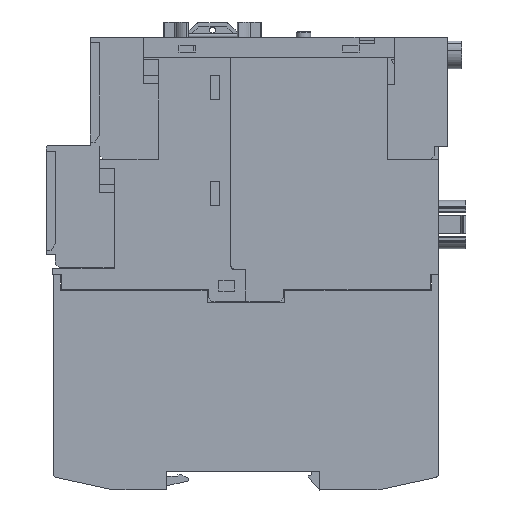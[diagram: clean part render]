
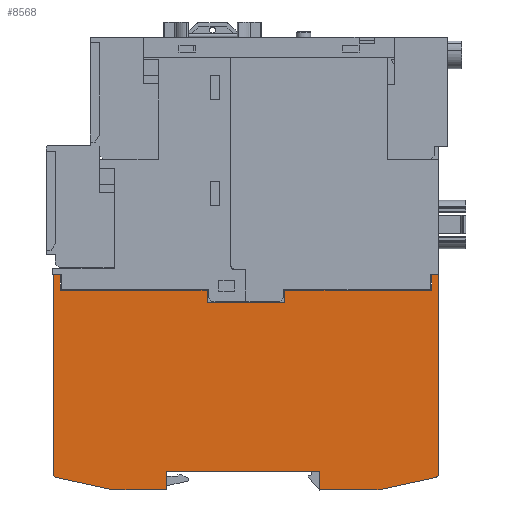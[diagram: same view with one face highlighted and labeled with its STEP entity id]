
A CAD part, left-side view. The second image highlights one B-rep face of the part: STEP entity #8568.
In plain terms, the highlighted planar face has unit normal (-1, 0, 0).
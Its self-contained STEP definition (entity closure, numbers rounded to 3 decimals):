
#8568=ADVANCED_FACE('',(#17836),#17837,.F.);
#17836=FACE_OUTER_BOUND('',#27706,.T.);
#17837=PLANE('',#27707);
#27706=EDGE_LOOP('',(#55283,#55284,#55285,#55286,#55287,#55288,#55289,#55290,#55291,#55292,#55293,#55294,#55295,#55296,#55297,#55298,#55299,#55300,#55301,#55302,#55303,#55304,#55305,#55306));
#27707=AXIS2_PLACEMENT_3D('',#55307,#55308,#55309);
#55283=ORIENTED_EDGE('',*,*,#69069,.T.);
#55284=ORIENTED_EDGE('',*,*,#69011,.T.);
#55285=ORIENTED_EDGE('',*,*,#70442,.T.);
#55286=ORIENTED_EDGE('',*,*,#70443,.T.);
#55287=ORIENTED_EDGE('',*,*,#70444,.T.);
#55288=ORIENTED_EDGE('',*,*,#70445,.T.);
#55289=ORIENTED_EDGE('',*,*,#70446,.T.);
#55290=ORIENTED_EDGE('',*,*,#70447,.T.);
#55291=ORIENTED_EDGE('',*,*,#70448,.T.);
#55292=ORIENTED_EDGE('',*,*,#70449,.T.);
#55293=ORIENTED_EDGE('',*,*,#70450,.T.);
#55294=ORIENTED_EDGE('',*,*,#70451,.T.);
#55295=ORIENTED_EDGE('',*,*,#70452,.T.);
#55296=ORIENTED_EDGE('',*,*,#70453,.F.);
#55297=ORIENTED_EDGE('',*,*,#70454,.T.);
#55298=ORIENTED_EDGE('',*,*,#70455,.T.);
#55299=ORIENTED_EDGE('',*,*,#70456,.T.);
#55300=ORIENTED_EDGE('',*,*,#70457,.T.);
#55301=ORIENTED_EDGE('',*,*,#70458,.T.);
#55302=ORIENTED_EDGE('',*,*,#70459,.T.);
#55303=ORIENTED_EDGE('',*,*,#70460,.T.);
#55304=ORIENTED_EDGE('',*,*,#70461,.F.);
#55305=ORIENTED_EDGE('',*,*,#70462,.T.);
#55306=ORIENTED_EDGE('',*,*,#70438,.T.);
#55307=CARTESIAN_POINT('',(0.1,58.272,28.736));
#55308=DIRECTION('',(1.0,0.0,0.0));
#55309=DIRECTION('',(0.0,0.0,-1.0));
#69011=EDGE_CURVE('',#85588,#85586,#85589,.T.);
#69069=EDGE_CURVE('',#85684,#85588,#85685,.T.);
#70438=EDGE_CURVE('',#87698,#85684,#87699,.T.);
#70442=EDGE_CURVE('',#85586,#87704,#87705,.T.);
#70443=EDGE_CURVE('',#87704,#87706,#87707,.T.);
#70444=EDGE_CURVE('',#87706,#87708,#87709,.T.);
#70445=EDGE_CURVE('',#87708,#87710,#87711,.T.);
#70446=EDGE_CURVE('',#87710,#87712,#87713,.T.);
#70447=EDGE_CURVE('',#87712,#87714,#87715,.T.);
#70448=EDGE_CURVE('',#87714,#87716,#87717,.T.);
#70449=EDGE_CURVE('',#87716,#87718,#87719,.T.);
#70450=EDGE_CURVE('',#87718,#87720,#87721,.T.);
#70451=EDGE_CURVE('',#87720,#87722,#87723,.T.);
#70452=EDGE_CURVE('',#87722,#87724,#87725,.T.);
#70453=EDGE_CURVE('',#87726,#87724,#87727,.T.);
#70454=EDGE_CURVE('',#87726,#87728,#87729,.T.);
#70455=EDGE_CURVE('',#87728,#87730,#87731,.T.);
#70456=EDGE_CURVE('',#87730,#87732,#87733,.T.);
#70457=EDGE_CURVE('',#87732,#87734,#87735,.T.);
#70458=EDGE_CURVE('',#87734,#87736,#87737,.T.);
#70459=EDGE_CURVE('',#87736,#87738,#87739,.T.);
#70460=EDGE_CURVE('',#87738,#87740,#87741,.T.);
#70461=EDGE_CURVE('',#87742,#87740,#87743,.T.);
#70462=EDGE_CURVE('',#87742,#87698,#87744,.T.);
#85586=VERTEX_POINT('',#109642);
#85588=VERTEX_POINT('',#109645);
#85589=LINE('',#109646,#109647);
#85684=VERTEX_POINT('',#109781);
#85685=LINE('',#109782,#109783);
#87698=VERTEX_POINT('',#112622);
#87699=LINE('',#112623,#112624);
#87704=VERTEX_POINT('',#112631);
#87705=LINE('',#112632,#112633);
#87706=VERTEX_POINT('',#112634);
#87707=LINE('',#112635,#112636);
#87708=VERTEX_POINT('',#112637);
#87709=LINE('',#112638,#112639);
#87710=VERTEX_POINT('',#112640);
#87711=LINE('',#112641,#112642);
#87712=VERTEX_POINT('',#112643);
#87713=LINE('',#112644,#112645);
#87714=VERTEX_POINT('',#112646);
#87715=LINE('',#112647,#112648);
#87716=VERTEX_POINT('',#112649);
#87717=LINE('',#112650,#112651);
#87718=VERTEX_POINT('',#112652);
#87719=LINE('',#112653,#112654);
#87720=VERTEX_POINT('',#112655);
#87721=LINE('',#112656,#112657);
#87722=VERTEX_POINT('',#112658);
#87723=LINE('',#112659,#112660);
#87724=VERTEX_POINT('',#112661);
#87725=LINE('',#112662,#112663);
#87726=VERTEX_POINT('',#112664);
#87727=CIRCLE('',#112665,0.8);
#87728=VERTEX_POINT('',#112666);
#87729=LINE('',#112667,#112668);
#87730=VERTEX_POINT('',#112669);
#87731=LINE('',#112670,#112671);
#87732=VERTEX_POINT('',#112672);
#87733=LINE('',#112673,#112674);
#87734=VERTEX_POINT('',#112675);
#87735=LINE('',#112676,#112677);
#87736=VERTEX_POINT('',#112678);
#87737=LINE('',#112679,#112680);
#87738=VERTEX_POINT('',#112681);
#87739=LINE('',#112682,#112683);
#87740=VERTEX_POINT('',#112684);
#87741=LINE('',#112685,#112686);
#87742=VERTEX_POINT('',#112687);
#87743=CIRCLE('',#112688,0.8);
#87744=LINE('',#112689,#112690);
#109642=CARTESIAN_POINT('',(0.1,8.7,57.15));
#109645=CARTESIAN_POINT('',(0.1,7.3,57.15));
#109646=CARTESIAN_POINT('',(0.1,33.299,57.15));
#109647=VECTOR('',#124868,1.0);
#109781=CARTESIAN_POINT('',(0.1,7.3,57.2));
#109782=CARTESIAN_POINT('',(0.1,7.3,55.043));
#109783=VECTOR('',#124935,1.0);
#112622=CARTESIAN_POINT('',(0.1,7.25,57.2));
#112623=CARTESIAN_POINT('',(0.1,7.25,57.2));
#112624=VECTOR('',#126293,1.0);
#112631=CARTESIAN_POINT('',(0.1,9.05,56.8));
#112632=CARTESIAN_POINT('',(0.1,8.65,57.2));
#112633=VECTOR('',#126296,1.0);
#112634=CARTESIAN_POINT('',(0.1,9.05,52.9));
#112635=CARTESIAN_POINT('',(0.1,9.05,56.8));
#112636=VECTOR('',#126297,1.0);
#112637=CARTESIAN_POINT('',(0.1,47.95,52.9));
#112638=CARTESIAN_POINT('',(0.1,9.05,52.9));
#112639=VECTOR('',#126298,1.0);
#112640=CARTESIAN_POINT('',(0.1,47.95,49.7));
#112641=CARTESIAN_POINT('',(0.1,47.95,52.9));
#112642=VECTOR('',#126299,1.0);
#112643=CARTESIAN_POINT('',(0.1,68.55,49.7));
#112644=CARTESIAN_POINT('',(0.1,47.95,49.7));
#112645=VECTOR('',#126300,1.0);
#112646=CARTESIAN_POINT('',(0.1,68.55,52.9));
#112647=CARTESIAN_POINT('',(0.1,68.55,49.7));
#112648=VECTOR('',#126301,1.0);
#112649=CARTESIAN_POINT('',(0.1,107.45,52.9));
#112650=CARTESIAN_POINT('',(0.1,68.55,52.9));
#112651=VECTOR('',#126302,1.0);
#112652=CARTESIAN_POINT('',(0.1,107.45,56.8));
#112653=CARTESIAN_POINT('',(0.1,107.45,52.9));
#112654=VECTOR('',#126303,1.0);
#112655=CARTESIAN_POINT('',(0.1,107.85,57.2));
#112656=CARTESIAN_POINT('',(0.1,107.45,56.8));
#112657=VECTOR('',#126304,1.0);
#112658=CARTESIAN_POINT('',(0.1,109.25,57.2));
#112659=CARTESIAN_POINT('',(0.1,107.85,57.2));
#112660=VECTOR('',#126305,1.0);
#112661=CARTESIAN_POINT('',(0.1,109.25,4.144));
#112662=CARTESIAN_POINT('',(0.1,109.25,57.2));
#112663=VECTOR('',#126306,1.0);
#112664=CARTESIAN_POINT('',(0.1,108.621,3.362));
#112665=AXIS2_PLACEMENT_3D('',#126307,#126308,#126309);
#112666=CARTESIAN_POINT('',(0.1,93.25,0.));
#112667=CARTESIAN_POINT('',(0.1,108.621,3.362));
#112668=VECTOR('',#126310,1.0);
#112669=CARTESIAN_POINT('',(0.1,79.25,0.));
#112670=CARTESIAN_POINT('',(0.1,93.25,0.));
#112671=VECTOR('',#126311,1.0);
#112672=CARTESIAN_POINT('',(0.1,79.25,5.));
#112673=CARTESIAN_POINT('',(0.1,79.25,0.));
#112674=VECTOR('',#126312,1.0);
#112675=CARTESIAN_POINT('',(0.1,38.75,5.));
#112676=CARTESIAN_POINT('',(0.1,79.25,5.));
#112677=VECTOR('',#126313,1.0);
#112678=CARTESIAN_POINT('',(0.1,38.75,0.));
#112679=CARTESIAN_POINT('',(0.1,38.75,5.));
#112680=VECTOR('',#126314,1.0);
#112681=CARTESIAN_POINT('',(0.1,23.25,0.));
#112682=CARTESIAN_POINT('',(0.1,38.75,0.));
#112683=VECTOR('',#126315,1.0);
#112684=CARTESIAN_POINT('',(0.1,7.879,3.362));
#112685=CARTESIAN_POINT('',(0.1,23.25,0.));
#112686=VECTOR('',#126316,1.0);
#112687=CARTESIAN_POINT('',(0.1,7.25,4.144));
#112688=AXIS2_PLACEMENT_3D('',#126317,#126318,#126319);
#112689=CARTESIAN_POINT('',(0.1,7.25,4.144));
#112690=VECTOR('',#126320,1.0);
#124868=DIRECTION('',(0.0,1.0,0.0));
#124935=DIRECTION('',(0.0,0.0,-1.0));
#126293=DIRECTION('',(0.0,1.0,0.0));
#126296=DIRECTION('',(0.0,0.707,-0.707));
#126297=DIRECTION('',(0.0,0.0,-1.0));
#126298=DIRECTION('',(0.0,1.0,0.0));
#126299=DIRECTION('',(0.0,0.0,-1.0));
#126300=DIRECTION('',(0.0,1.0,0.0));
#126301=DIRECTION('',(0.0,0.0,1.0));
#126302=DIRECTION('',(0.0,1.0,0.0));
#126303=DIRECTION('',(0.0,0.0,1.0));
#126304=DIRECTION('',(0.0,0.707,0.707));
#126305=DIRECTION('',(0.0,1.0,0.0));
#126306=DIRECTION('',(0.0,0.0,-1.0));
#126307=CARTESIAN_POINT('',(0.1,108.45,4.144));
#126308=DIRECTION('',(1.0,0.0,0.0));
#126309=DIRECTION('',(0.0,0.214,-0.977));
#126310=DIRECTION('',(0.0,-0.977,-0.214));
#126311=DIRECTION('',(0.0,-1.0,0.0));
#126312=DIRECTION('',(0.0,0.0,1.0));
#126313=DIRECTION('',(0.0,-1.0,0.0));
#126314=DIRECTION('',(0.0,0.0,-1.0));
#126315=DIRECTION('',(0.0,-1.0,0.0));
#126316=DIRECTION('',(0.0,-0.977,0.214));
#126317=CARTESIAN_POINT('',(0.1,8.05,4.144));
#126318=DIRECTION('',(1.0,0.0,0.0));
#126319=DIRECTION('',(0.0,-1.0,0.));
#126320=DIRECTION('',(0.0,0.0,1.0));
